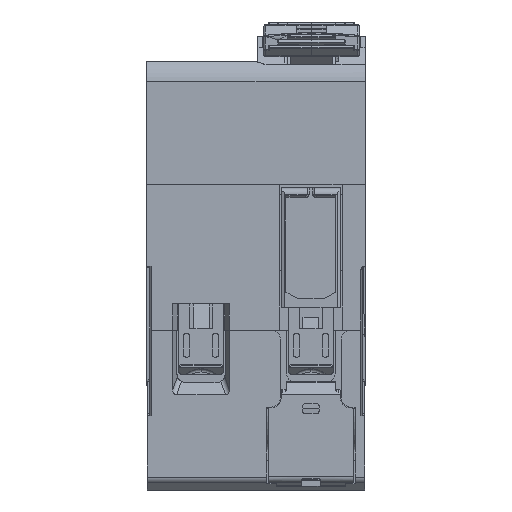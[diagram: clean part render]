
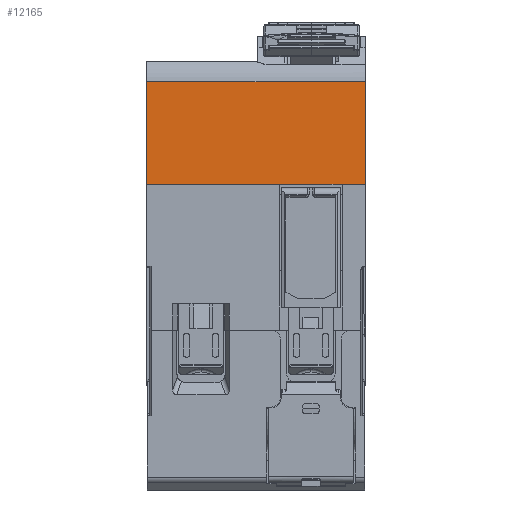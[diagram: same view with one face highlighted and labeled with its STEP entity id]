
A CAD part, front view. The second image highlights one B-rep face of the part: STEP entity #12165.
In plain terms, the highlighted planar face has unit normal (0, -1, 0).
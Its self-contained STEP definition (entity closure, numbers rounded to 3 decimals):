
#12165=ADVANCED_FACE('',(#30754),#30755,.T.);
#23581=VERTEX_POINT('',#42301);
#23585=VERTEX_POINT('',#42305);
#23587=EDGE_CURVE('',#23585,#23581,#42307,.T.);
#23985=VERTEX_POINT('',#42705);
#23989=EDGE_CURVE('',#23581,#23985,#42709,.T.);
#24667=VERTEX_POINT('',#43387);
#24671=EDGE_CURVE('',#24667,#23985,#43391,.T.);
#25245=EDGE_CURVE('',#23585,#24667,#43965,.T.);
#30754=FACE_OUTER_BOUND('',#56591,.T.);
#30755=PLANE('',#56592);
#42301=CARTESIAN_POINT('',(0.0,22.35,50.1));
#42305=CARTESIAN_POINT('',(0.0,22.35,66.926));
#42307=LINE('',#76368,#76369);
#42705=CARTESIAN_POINT('',(35.8,22.35,50.1));
#42709=LINE('',#77054,#77055);
#43387=CARTESIAN_POINT('',(35.8,22.35,66.926));
#43391=LINE('',#78054,#78055);
#43965=LINE('',#79190,#79191);
#56591=EDGE_LOOP('',(#93801,#93802,#93803,#93804));
#56592=AXIS2_PLACEMENT_3D('',#93805,#93806,#93807);
#76368=CARTESIAN_POINT('',(0.0,22.35,46.563));
#76369=VECTOR('',#99661,1.0);
#77054=CARTESIAN_POINT('',(0.0,22.35,50.1));
#77055=VECTOR('',#99814,1.0);
#78054=CARTESIAN_POINT('',(35.8,22.35,46.563));
#78055=VECTOR('',#100168,1.0);
#79190=CARTESIAN_POINT('',(0.0,22.35,66.926));
#79191=VECTOR('',#100406,1.0);
#93801=ORIENTED_EDGE('',*,*,#23989,.T.);
#93802=ORIENTED_EDGE('',*,*,#24671,.F.);
#93803=ORIENTED_EDGE('',*,*,#25245,.F.);
#93804=ORIENTED_EDGE('',*,*,#23587,.T.);
#93805=CARTESIAN_POINT('',(0.0,22.35,66.926));
#93806=DIRECTION('',(0.0,-1.0,0.0));
#93807=DIRECTION('',(0.0,0.0,1.0));
#99661=DIRECTION('',(0.0,0.0,-1.0));
#99814=DIRECTION('',(1.0,0.0,0.0));
#100168=DIRECTION('',(0.0,0.0,-1.0));
#100406=DIRECTION('',(1.0,0.0,0.0));
